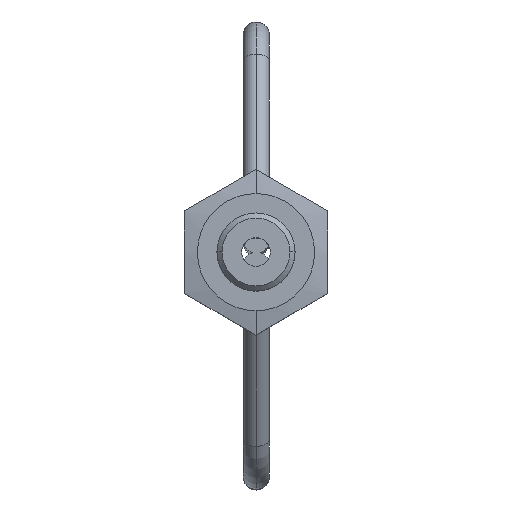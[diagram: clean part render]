
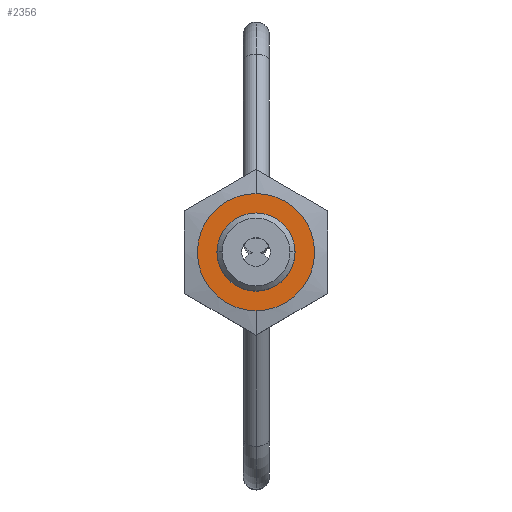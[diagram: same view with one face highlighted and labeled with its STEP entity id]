
A CAD part, top view. The second image highlights one B-rep face of the part: STEP entity #2356.
In plain terms, the highlighted planar face has unit normal (0, 0, 1).
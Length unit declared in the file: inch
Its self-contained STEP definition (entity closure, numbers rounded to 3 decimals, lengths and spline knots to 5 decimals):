
#39 = DIRECTION ( 'NONE',  ( 0., 1., 0. ) ) ;
#40 = CARTESIAN_POINT ( 'NONE',  ( 0., 0., 0.31496 ) ) ;
#41 = DIRECTION ( 'NONE',  ( 0., 0., -1. ) ) ;
#57 = CIRCLE ( 'NONE', #2377, 0.08858 ) ;
#141 = EDGE_LOOP ( 'NONE', ( #237, #1811 ) ) ;
#237 = ORIENTED_EDGE ( 'NONE', *, *, #2061, .F. ) ;
#395 = CIRCLE ( 'NONE', #1086, 0.05906 ) ;
#477 = VERTEX_POINT ( 'NONE', #1565 ) ;
#632 = CARTESIAN_POINT ( 'NONE',  ( 0., -0.08858, 0.31496 ) ) ;
#807 = FACE_OUTER_BOUND ( 'NONE', #141, .T. ) ;
#972 = ORIENTED_EDGE ( 'NONE', *, *, #1947, .T. ) ;
#1086 = AXIS2_PLACEMENT_3D ( 'NONE', #2004, #1997, #1994 ) ;
#1146 = AXIS2_PLACEMENT_3D ( 'NONE', #2090, #2082, #2080 ) ;
#1223 = DIRECTION ( 'NONE',  ( 0., -1., 0. ) ) ;
#1227 = DIRECTION ( 'NONE',  ( 0., 0., 1. ) ) ;
#1233 = PLANE ( 'NONE',  #1965 ) ;
#1238 = CARTESIAN_POINT ( 'NONE',  ( -0.10827, 0.18753, 0.31496 ) ) ;
#1372 = EDGE_LOOP ( 'NONE', ( #1680, #972 ) ) ;
#1429 = VERTEX_POINT ( 'NONE', #632 ) ;
#1468 = DIRECTION ( 'NONE',  ( 0., 1., 0. ) ) ;
#1471 = DIRECTION ( 'NONE',  ( 0., 0., -1. ) ) ;
#1474 = CARTESIAN_POINT ( 'NONE',  ( 0., 0., 0.31496 ) ) ;
#1501 = CARTESIAN_POINT ( 'NONE',  ( 0., 0.08858, 0.31496 ) ) ;
#1565 = CARTESIAN_POINT ( 'NONE',  ( 0.05906, 0., 0.31496 ) ) ;
#1680 = ORIENTED_EDGE ( 'NONE', *, *, #1930, .T. ) ;
#1770 = CIRCLE ( 'NONE', #1791, 0.08858 ) ;
#1791 = AXIS2_PLACEMENT_3D ( 'NONE', #1474, #1471, #1468 ) ;
#1803 = EDGE_CURVE ( 'NONE', #1429, #2126, #57, .T. ) ;
#1811 = ORIENTED_EDGE ( 'NONE', *, *, #1803, .F. ) ;
#1849 = VERTEX_POINT ( 'NONE', #2337 ) ;
#1930 = EDGE_CURVE ( 'NONE', #1849, #477, #2412, .T. ) ;
#1947 = EDGE_CURVE ( 'NONE', #477, #1849, #395, .T. ) ;
#1965 = AXIS2_PLACEMENT_3D ( 'NONE', #1238, #1227, #1223 ) ;
#1994 = DIRECTION ( 'NONE',  ( 0., -1., 0. ) ) ;
#1997 = DIRECTION ( 'NONE',  ( 0., 0., -1. ) ) ;
#2004 = CARTESIAN_POINT ( 'NONE',  ( 0., 0., 0.31496 ) ) ;
#2061 = EDGE_CURVE ( 'NONE', #2126, #1429, #1770, .T. ) ;
#2080 = DIRECTION ( 'NONE',  ( 0., -1., 0. ) ) ;
#2082 = DIRECTION ( 'NONE',  ( 0., 0., -1. ) ) ;
#2090 = CARTESIAN_POINT ( 'NONE',  ( 0., 0., 0.31496 ) ) ;
#2126 = VERTEX_POINT ( 'NONE', #1501 ) ;
#2261 = FACE_BOUND ( 'NONE', #1372, .T. ) ;
#2337 = CARTESIAN_POINT ( 'NONE',  ( -0.05906, 0., 0.31496 ) ) ;
#2356 = ADVANCED_FACE ( 'NONE', ( #2261, #807 ), #1233, .T. ) ;
#2377 = AXIS2_PLACEMENT_3D ( 'NONE', #40, #41, #39 ) ;
#2412 = CIRCLE ( 'NONE', #1146, 0.05906 ) ;
